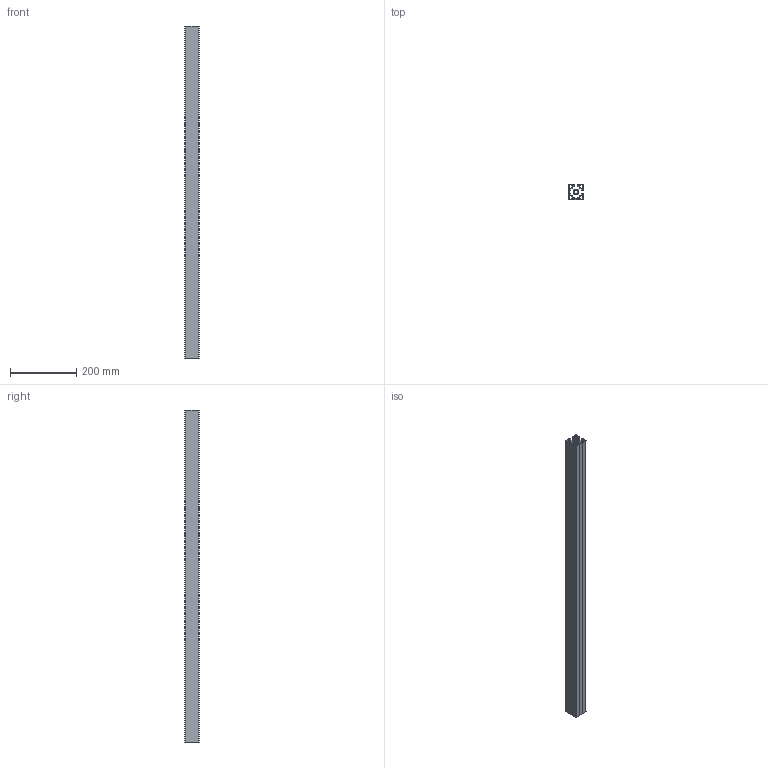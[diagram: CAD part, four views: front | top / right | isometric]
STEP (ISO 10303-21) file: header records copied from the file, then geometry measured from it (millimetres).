
FILE_DESCRIPTION(/* description */ (''),/* implementation_level */ '2;1');
FILE_NAME(/* name */ '80045_KriTec_Profil_10_45x45_2N_90_leicht.stp',/* time_stamp */ '2014-09-05T08:47:33+02:00',/* author */ ('kostic'),/* organization */ (''),/* preprocessor_version */ 'ST-DEVELOPER v15.2',/* originating_system */ 'Autodesk Inventor 2014',/* authorisation */ '');
FILE_SCHEMA (('AUTOMOTIVE_DESIGN { 1 0 10303 214 3 1 1 }'));
Length unit declared in the file: millimetre
Products named in the file (1): 80045_KriTec_Profil_10_45x45_2N_90_leicht
Bounding box: 45 x 45 x 1000 mm (x, y, z)
Volume: 626553.5 mm3; surface area: 659256.5 mm2
Topology: 1 solids, 1 shells, 126 faces, 372 edges, 248 vertices
Faces by surface type: plane 98, cylinder 28
Entity records: 4221 total; most frequent: CARTESIAN_POINT 747, ORIENTED_EDGE 744, DIRECTION 682, EDGE_CURVE 372, LINE 316, VECTOR 316, VERTEX_POINT 248, AXIS2_PLACEMENT_3D 183
